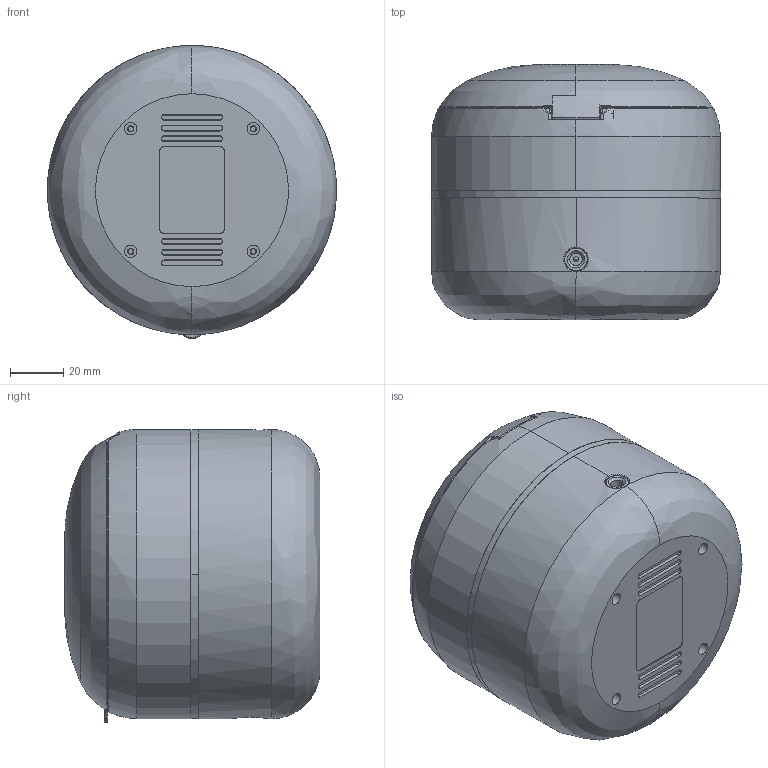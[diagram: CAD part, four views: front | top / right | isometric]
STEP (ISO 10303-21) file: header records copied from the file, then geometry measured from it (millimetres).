
FILE_DESCRIPTION(('FreeCAD Model'),'2;1');
FILE_NAME('Open CASCADE Shape Model','2025-04-27T19:17:43',('FreeCAD'),( 'FreeCAD'),'Open CASCADE STEP processor 7.6','FreeCAD','Unknown');
FILE_SCHEMA(('AUTOMOTIVE_DESIGN { 1 0 10303 214 1 1 1 1 }'));
Products named in the file (1): Open CASCADE STEP translator 7.6 1
Bounding box: 108.38 x 95.88 x 109.83 mm (x, y, z)
Volume: 125423.7 mm3; surface area: 177055.8 mm2
Topology: 12 solids, 12 shells, 978 faces, 2641 edges, 1699 vertices
Faces by surface type: bspline 978
Entity records: 33896 total; most frequent: CARTESIAN_POINT 18879, ORIENTED_EDGE 5252, EDGE_CURVE 2626, B_SPLINE_CURVE_WITH_KNOTS 1748, VERTEX_POINT 1699, FACE_BOUND 1091, EDGE_LOOP 1091, ADVANCED_FACE 978
